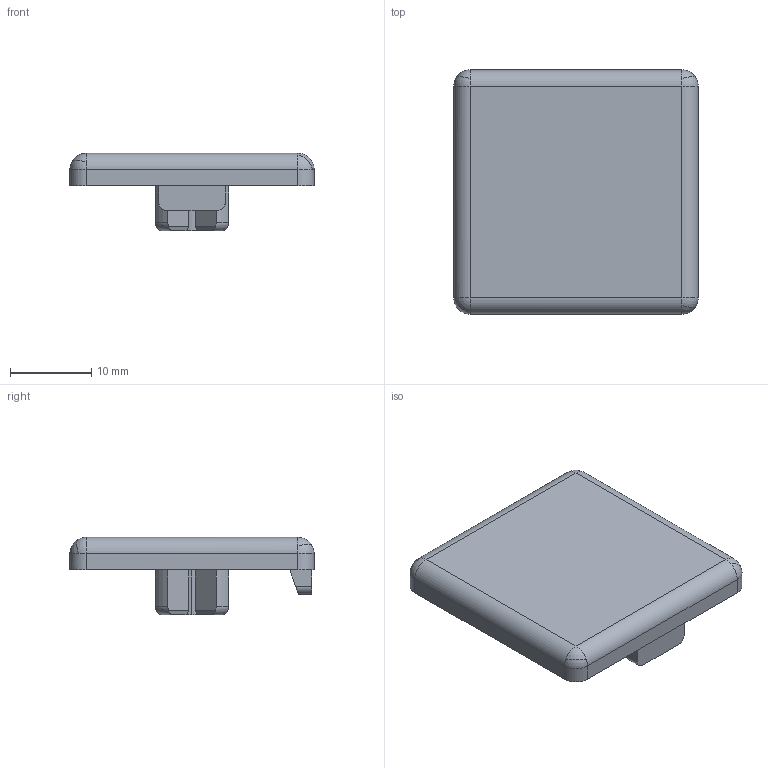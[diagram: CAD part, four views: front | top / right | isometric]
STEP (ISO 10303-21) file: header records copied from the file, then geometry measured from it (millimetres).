
FILE_DESCRIPTION (( 'STEP AP203' ), '1' );
FILE_NAME ('481548744_c_1.STEP', '2023-02-18T13:38:28', ( '' ), ( '' ), 'SwSTEP 2.0', 'SolidWorks 2014', '' );
FILE_SCHEMA (( 'CONFIG_CONTROL_DESIGN' ));
Length unit declared in the file: millimetre
Products named in the file (1): 481548744_c_1
Bounding box: 30 x 30 x 9.5 mm (x, y, z)
Volume: 3241.9 mm3; surface area: 2563.7 mm2
Topology: 1 solids, 1 shells, 64 faces, 170 edges, 110 vertices
Faces by surface type: plane 33, cylinder 19, sphere 8, torus 4
Entity records: 2115 total; most frequent: CARTESIAN_POINT 455, ORIENTED_EDGE 340, DIRECTION 330, EDGE_CURVE 170, AXIS2_PLACEMENT_3D 121, VERTEX_POINT 110, VECTOR 88, LINE 88
